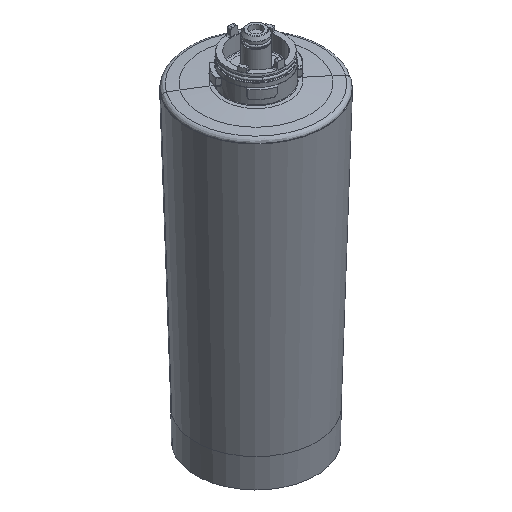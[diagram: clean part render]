
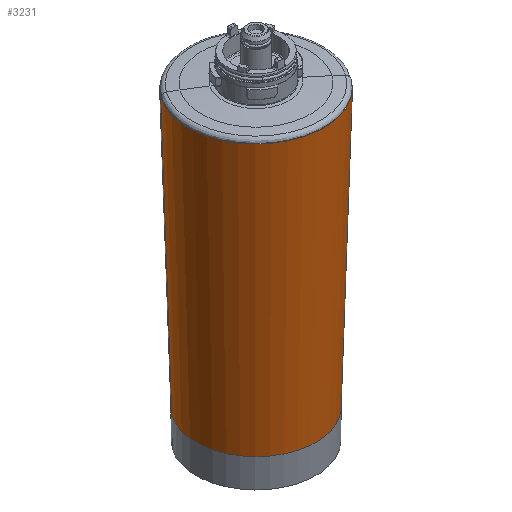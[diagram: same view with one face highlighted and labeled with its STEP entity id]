
A CAD part, isometric view. The second image highlights one B-rep face of the part: STEP entity #3231.
In plain terms, the highlighted free-form (B-spline) face has degree [1, 7] with [2, 8] control points.
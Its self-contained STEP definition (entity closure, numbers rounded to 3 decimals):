
#2626=CARTESIAN_POINT(' ',(-33.661,24.23,-222.508));
#2627=VERTEX_POINT(' ',#2626);
#2666=CARTESIAN_POINT(' ',(33.661,-24.23,-222.508));
#2667=VERTEX_POINT(' ',#2666);
#2826=CARTESIAN_POINT(' ',(0.,0.,-222.508));
#2831=DIRECTION(' ',(0.,0.,1.));
#2836=DIRECTION(' ',(-0.812,0.584,0.));
#2841=AXIS2_PLACEMENT_3D(' ',#2826,#2831,#2836);
#2846=CIRCLE('',#2841,41.475);
#2851=EDGE_CURVE(' ',#2627,#2667,#2846,.T.);
#2966=CARTESIAN_POINT(' ',(-33.661,24.23,-222.508));
#2971=DIRECTION(' ',(-0.024,0.017,1.));
#2976=VECTOR(' ',#2971,1.);
#2981=LINE('',#2966,#2976);
#2986=CARTESIAN_POINT(' ',(-38.145,27.458,-32.008));
#2987=VERTEX_POINT(' ',#2986);
#2991=EDGE_CURVE(' ',#2627,#2987,#2981,.T.);
#3026=CARTESIAN_POINT(' ',(38.145,-27.458,-32.008));
#3027=VERTEX_POINT(' ',#3026);
#3041=CARTESIAN_POINT(' ',(33.661,-24.23,-222.508));
#3046=DIRECTION(' ',(0.024,-0.017,1.));
#3051=VECTOR(' ',#3046,1.);
#3056=LINE('',#3041,#3051);
#3061=EDGE_CURVE(' ',#2667,#3027,#3056,.T.);
#3086=CARTESIAN_POINT(' ',(-38.145,27.458,-32.008));
#3091=CARTESIAN_POINT(' ',(-50.468,10.338,-32.008));
#3096=CARTESIAN_POINT(' ',(-53.813,-13.22,-32.008));
#3101=CARTESIAN_POINT(' ',(-44.232,-37.681,-32.008));
#3106=CARTESIAN_POINT(' ',(-21.694,-53.905,-32.008));
#3111=CARTESIAN_POINT(' ',(4.544,-55.227,-32.008));
#3116=CARTESIAN_POINT(' ',(25.822,-44.578,-32.008));
#3121=CARTESIAN_POINT(' ',(38.145,-27.458,-32.008));
#3126=CARTESIAN_POINT(' ',(-33.661,24.23,-222.508));
#3131=CARTESIAN_POINT(' ',(-44.535,9.123,-222.508));
#3136=CARTESIAN_POINT(' ',(-47.487,-11.665,-222.508));
#3141=CARTESIAN_POINT(' ',(-39.032,-33.251,-222.508));
#3146=CARTESIAN_POINT(' ',(-19.143,-47.567,-222.508));
#3151=CARTESIAN_POINT(' ',(4.01,-48.734,-222.508));
#3156=CARTESIAN_POINT(' ',(22.786,-39.337,-222.508));
#3161=CARTESIAN_POINT(' ',(33.661,-24.23,-222.508));
#3166=B_SPLINE_SURFACE_WITH_KNOTS(' ',1,7,((#3086,#3091,#3096,#3101,#3106,#3111,#3116,#3121),(#3126,#3131,#3136,#3141,#3146,#3151,#3156,#3161)),.UNSPECIFIED.,.F.,.F.,.U.,(2,2),(8,8),(0.,1.),(0.,1.),.UNSPECIFIED.);
#3171=ORIENTED_EDGE(' ',*,*,#2991,.F.);
#3176=ORIENTED_EDGE(' ',*,*,#2851,.T.);
#3181=ORIENTED_EDGE(' ',*,*,#3061,.T.);
#3186=CARTESIAN_POINT(' ',(0.,0.,-32.008));
#3191=DIRECTION(' ',(0.,0.,1.));
#3196=DIRECTION(' ',(-0.812,0.584,0.));
#3201=AXIS2_PLACEMENT_3D(' ',#3186,#3191,#3196);
#3206=CIRCLE('',#3201,47.);
#3211=EDGE_CURVE(' ',#2987,#3027,#3206,.T.);
#3216=ORIENTED_EDGE(' ',*,*,#3211,.F.);
#3221=EDGE_LOOP(' ',(#3171,#3176,#3181,#3216));
#3226=FACE_OUTER_BOUND(' ',#3221,.T.);
#3231=ADVANCED_FACE('',(#3226),#3166,.T.);
